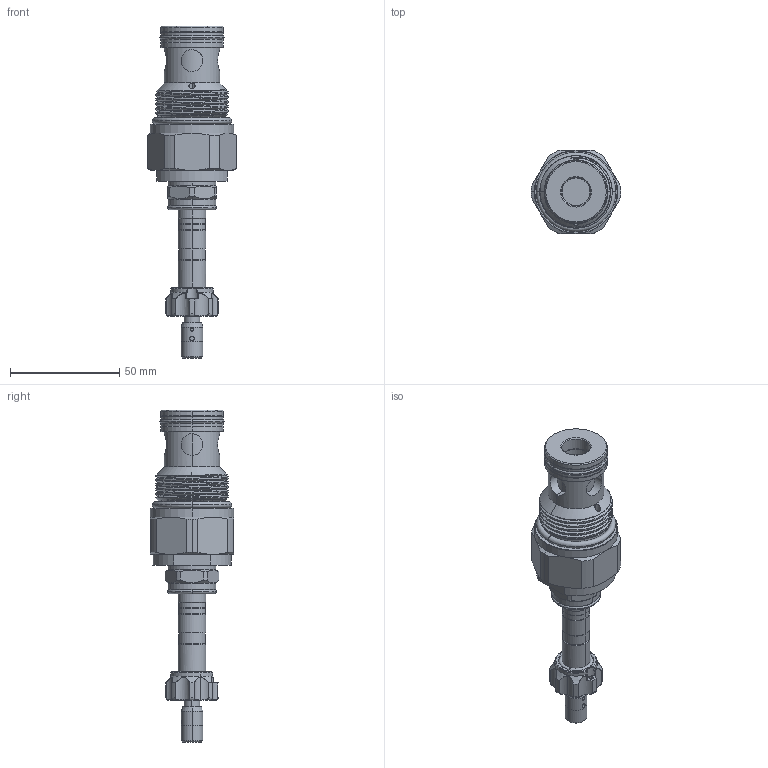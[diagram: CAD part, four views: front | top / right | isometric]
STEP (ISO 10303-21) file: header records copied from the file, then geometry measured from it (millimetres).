
FILE_DESCRIPTION (( 'STEP AP203' ), '1' );
FILE_NAME ('EP16W2A10T95.STEP', '2020-04-07T06:08:13', ( '' ), ( '' ), 'SwSTEP 2.0', 'SolidWorks 2018', '' );
FILE_SCHEMA (( 'CONFIG_CONTROL_DESIGN' ));
Length unit declared in the file: millimetre
Products named in the file (1): EP16W2A10T95
Bounding box: 41.1 x 38 x 151.75 mm (x, y, z)
Volume: 72854.7 mm3; surface area: 18965.5 mm2
Topology: 6 solids, 6 shells, 344 faces, 796 edges, 481 vertices
Faces by surface type: cylinder 155, torus 55, cone 55, plane 42, bspline 37
Entity records: 14373 total; most frequent: CARTESIAN_POINT 6817, ORIENTED_EDGE 1588, DIRECTION 1553, EDGE_CURVE 794, AXIS2_PLACEMENT_3D 672, VERTEX_POINT 481, EDGE_LOOP 375, CIRCLE 364
